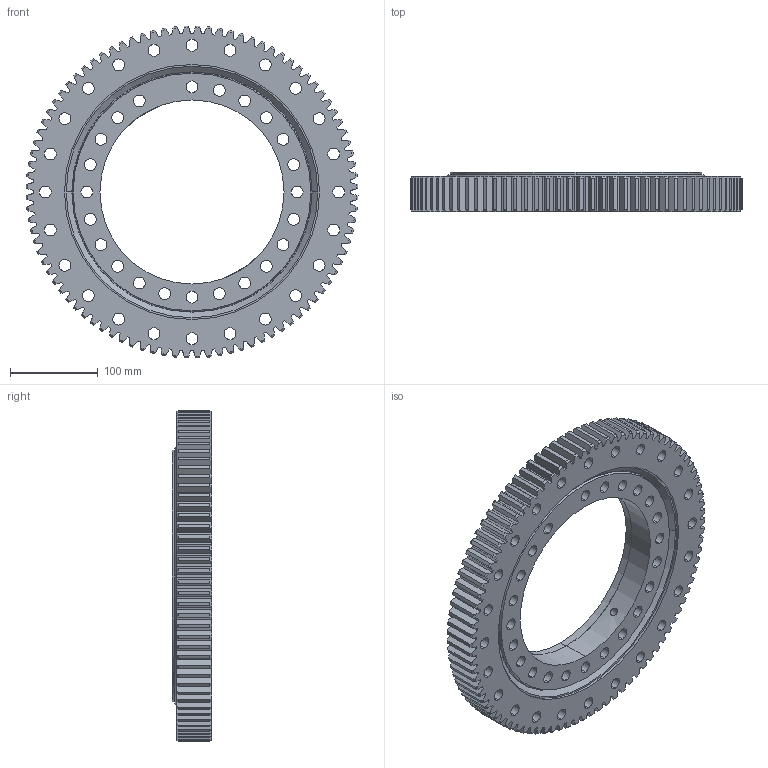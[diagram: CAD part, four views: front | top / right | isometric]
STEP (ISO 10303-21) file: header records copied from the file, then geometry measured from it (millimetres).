
FILE_DESCRIPTION (( 'STEP AP203' ), '1' );
FILE_NAME ('01-0289-06.STEP', '2017-12-26T09:10:49', ( 'defontaine' ), ( 'Hewlett-Packard Company' ), 'SwSTEP 2.0', 'SolidWorks 2016', '' );
FILE_SCHEMA (( 'CONFIG_CONTROL_DESIGN' ));
Length unit declared in the file: millimetre
Products named in the file (1): 01-0289-06
Bounding box: 378.9 x 45 x 378.9 mm (x, y, z)
Volume: 2327820 mm3; surface area: 487614.5 mm2
Topology: 5 solids, 5 shells, 714 faces, 2082 edges, 1381 vertices
Faces by surface type: cylinder 299, plane 199, cone 196, torus 18, sphere 2
Entity records: 24785 total; most frequent: CARTESIAN_POINT 5547, ORIENTED_EDGE 4154, DIRECTION 3969, EDGE_CURVE 2077, AXIS2_PLACEMENT_3D 1553, VERTEX_POINT 1378, VECTOR 863, LINE 863
